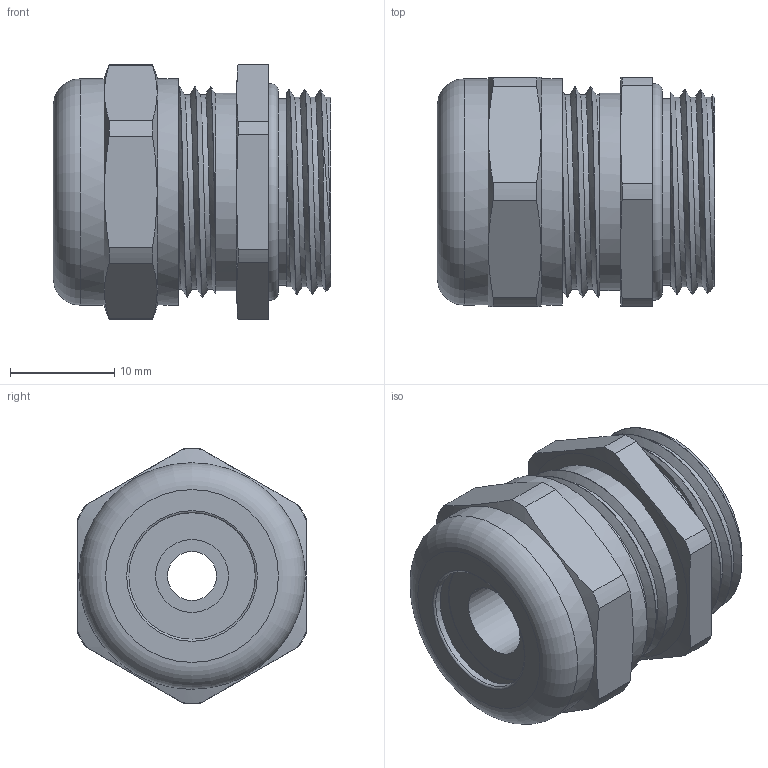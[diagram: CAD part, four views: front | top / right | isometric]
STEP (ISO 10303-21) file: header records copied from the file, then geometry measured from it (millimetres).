
FILE_DESCRIPTION(/* description */ ('Euro-Tight M 20x1,5, KB: 4,5-12 mm'),/* implementation_level */ '2;1');
FILE_NAME(/* name */ '63080520-RST.stp',/* time_stamp */ '2021-07-20T07:54:07+02:00',/* author */ ('sl'),/* organization */ (''),/* preprocessor_version */ 'ST-DEVELOPER v16.5',/* originating_system */ 'Autodesk Inventor 2017',/* authorisation */ '');
FILE_SCHEMA (('AUTOMOTIVE_DESIGN { 1 0 10303 214 3 1 1 }'));
Length unit declared in the file: millimetre
Products named in the file (6): 63080520; 63080520_1; 63080520_2; 63080520_3; 63080520_4; 63080520_5
Assembly tree (5 placements, depth 2):
  63080520
    63080520_1
    63080520_2
    63080520_3
    63080520_4
    63080520_5
Bounding box: 26.65 x 22 x 24.57 mm (x, y, z)
Volume: 6235.7 mm3; surface area: 9691 mm2
Topology: 4 solids, 5 shells, 213 faces, 584 edges, 385 vertices
Faces by surface type: plane 138, cylinder 57, cone 7, bspline 6, torus 5
Full cylindrical faces by diameter (mm): 4.7 x1, 7 x1, 12.15 x1, 12.47 x1, 12.49 x1, 14.8 x1, 15 x1, 16.8 x1, 16.92 x1, 17.96 x1, 18.8 x1, 18.98 x1, 19.13 x5, 20.9 x1, 21.75 x2
Entity records: 9228 total; most frequent: CARTESIAN_POINT 3694, DIRECTION 1260, ORIENTED_EDGE 1074, AXIS2_PLACEMENT_3D 551, EDGE_CURVE 537, VERTEX_POINT 368, EDGE_LOOP 249, FACE_OUTER_BOUND 209
